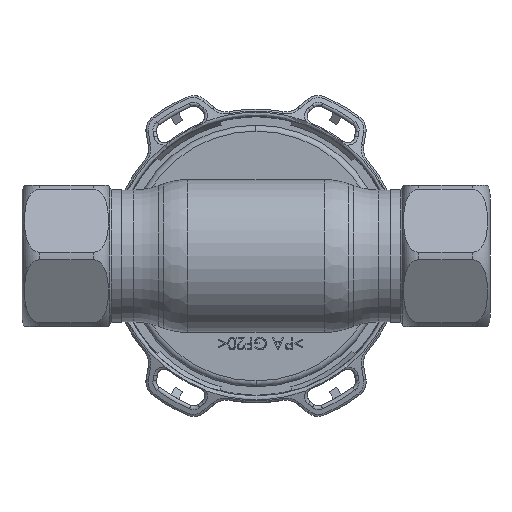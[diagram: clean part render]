
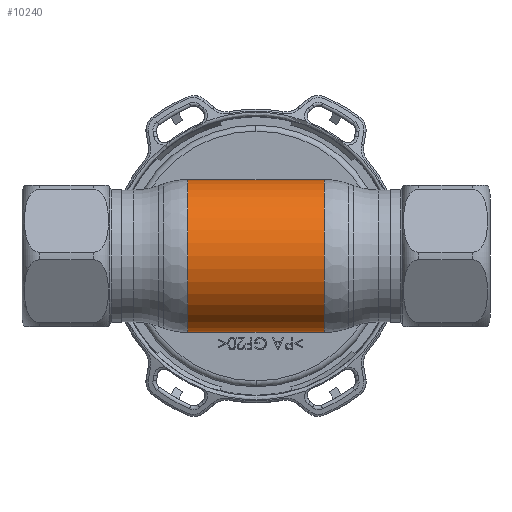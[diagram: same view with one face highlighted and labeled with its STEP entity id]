
A CAD part, front view. The second image highlights one B-rep face of the part: STEP entity #10240.
In plain terms, the highlighted cylindrical face has radius 13 mm (diameter 26 mm), a partial arc.
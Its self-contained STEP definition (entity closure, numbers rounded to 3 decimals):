
#2953 = CARTESIAN_POINT ( 'NONE',  ( 11.634, 0., 13. ) ) ;
#3553 = VECTOR ( 'NONE', #6969, 1000. ) ;
#4276 = CARTESIAN_POINT ( 'NONE',  ( -11.634, 0., -13. ) ) ;
#5221 = DIRECTION ( 'NONE',  ( -1., 0., 0. ) ) ;
#6969 = DIRECTION ( 'NONE',  ( -1., 0., 0. ) ) ;
#8579 = CARTESIAN_POINT ( 'NONE',  ( -11.634, 0., 13. ) ) ;
#8722 = VECTOR ( 'NONE', #16921, 1000. ) ;
#10205 = LINE ( 'NONE', #29789, #3553 ) ;
#10240 = ADVANCED_FACE ( 'NONE', ( #20861 ), #21388, .T. ) ;
#10748 = LINE ( 'NONE', #22542, #8722 ) ;
#11049 = EDGE_LOOP ( 'NONE', ( #30711, #13165, #33834, #35438 ) ) ;
#11560 = EDGE_CURVE ( 'NONE', #35657, #21469, #28855, .T. ) ;
#13165 = ORIENTED_EDGE ( 'NONE', *, *, #13651, .T. ) ;
#13651 = EDGE_CURVE ( 'NONE', #16563, #18756, #23046, .T. ) ;
#15937 = DIRECTION ( 'NONE',  ( 0., 0., 1. ) ) ;
#15957 = DIRECTION ( 'NONE',  ( -1., 0., 0. ) ) ;
#16309 = CARTESIAN_POINT ( 'NONE',  ( -11.634, 0., 0. ) ) ;
#16563 = VERTEX_POINT ( 'NONE', #16704 ) ;
#16704 = CARTESIAN_POINT ( 'NONE',  ( 11.634, 0., -13. ) ) ;
#16921 = DIRECTION ( 'NONE',  ( -1., 0., 0. ) ) ;
#17305 = AXIS2_PLACEMENT_3D ( 'NONE', #16309, #15957, #24301 ) ;
#18756 = VERTEX_POINT ( 'NONE', #2953 ) ;
#18997 = DIRECTION ( 'NONE',  ( -1., 0., 0. ) ) ;
#19053 = CARTESIAN_POINT ( 'NONE',  ( -62.69, 0., 0. ) ) ;
#20861 = FACE_OUTER_BOUND ( 'NONE', #11049, .T. ) ;
#21388 = CYLINDRICAL_SURFACE ( 'NONE', #35537, 13. ) ;
#21469 = VERTEX_POINT ( 'NONE', #8579 ) ;
#22258 = EDGE_CURVE ( 'NONE', #18756, #21469, #10748, .T. ) ;
#22542 = CARTESIAN_POINT ( 'NONE',  ( -62.69, 0., 13. ) ) ;
#23046 = CIRCLE ( 'NONE', #32290, 13. ) ;
#24301 = DIRECTION ( 'NONE',  ( 0., 0., 1. ) ) ;
#24579 = CARTESIAN_POINT ( 'NONE',  ( 11.634, 0., 0. ) ) ;
#25242 = EDGE_CURVE ( 'NONE', #16563, #35657, #10205, .T. ) ;
#28855 = CIRCLE ( 'NONE', #17305, 13. ) ;
#29789 = CARTESIAN_POINT ( 'NONE',  ( -62.69, 0., -13. ) ) ;
#29828 = DIRECTION ( 'NONE',  ( 0., 0., 1. ) ) ;
#30711 = ORIENTED_EDGE ( 'NONE', *, *, #25242, .F. ) ;
#32290 = AXIS2_PLACEMENT_3D ( 'NONE', #24579, #18997, #29828 ) ;
#33834 = ORIENTED_EDGE ( 'NONE', *, *, #22258, .T. ) ;
#35438 = ORIENTED_EDGE ( 'NONE', *, *, #11560, .F. ) ;
#35537 = AXIS2_PLACEMENT_3D ( 'NONE', #19053, #5221, #15937 ) ;
#35657 = VERTEX_POINT ( 'NONE', #4276 ) ;
